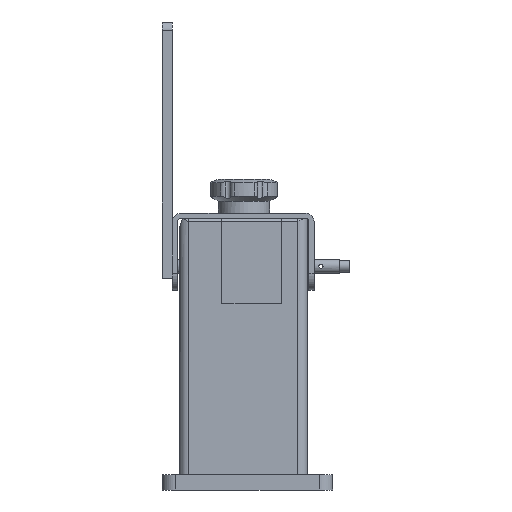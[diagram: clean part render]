
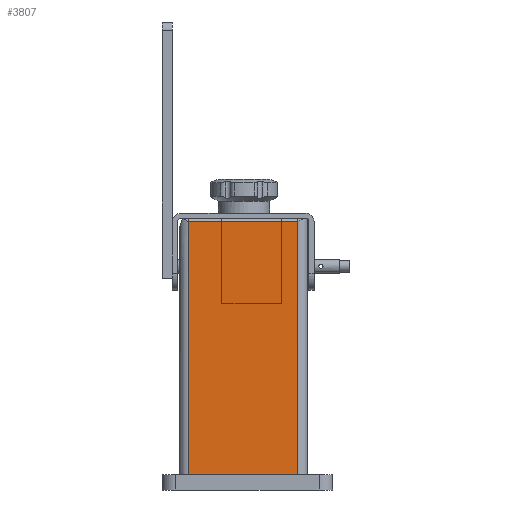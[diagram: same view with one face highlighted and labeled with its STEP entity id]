
A CAD part, left-side view. The second image highlights one B-rep face of the part: STEP entity #3807.
In plain terms, the highlighted planar face has unit normal (-1, 0, 0).
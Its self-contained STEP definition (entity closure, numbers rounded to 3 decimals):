
#31 = VERTEX_POINT ( 'NONE', #4393 ) ;
#268 = LINE ( 'NONE', #4129, #3746 ) ;
#311 = EDGE_CURVE ( 'NONE', #1769, #6159, #268, .T. ) ;
#348 = DIRECTION ( 'NONE',  ( 0., 0., -1. ) ) ;
#364 = DIRECTION ( 'NONE',  ( 1., 0., 0. ) ) ;
#411 = LINE ( 'NONE', #3395, #2597 ) ;
#535 = CARTESIAN_POINT ( 'NONE',  ( -340., -66.9, 157. ) ) ;
#694 = DIRECTION ( 'NONE',  ( 0., -1., 0. ) ) ;
#1277 = PLANE ( 'NONE',  #2031 ) ;
#1289 = CARTESIAN_POINT ( 'NONE',  ( -340., -3.1, 157. ) ) ;
#1393 = ORIENTED_EDGE ( 'NONE', *, *, #5878, .T. ) ;
#1769 = VERTEX_POINT ( 'NONE', #1289 ) ;
#1827 = ORIENTED_EDGE ( 'NONE', *, *, #2298, .T. ) ;
#2031 = AXIS2_PLACEMENT_3D ( 'NONE', #4190, #364, #348 ) ;
#2050 = LINE ( 'NONE', #2224, #5557 ) ;
#2224 = CARTESIAN_POINT ( 'NONE',  ( -340., 2.5, 9. ) ) ;
#2298 = EDGE_CURVE ( 'NONE', #5006, #1769, #411, .T. ) ;
#2316 = DIRECTION ( 'NONE',  ( 0., 0., -1. ) ) ;
#2597 = VECTOR ( 'NONE', #5357, 1000. ) ;
#2646 = ORIENTED_EDGE ( 'NONE', *, *, #311, .T. ) ;
#3173 = EDGE_CURVE ( 'NONE', #6159, #31, #2050, .T. ) ;
#3395 = CARTESIAN_POINT ( 'NONE',  ( -340., -87.5, 157. ) ) ;
#3689 = VECTOR ( 'NONE', #4815, 1000. ) ;
#3746 = VECTOR ( 'NONE', #2316, 1000. ) ;
#3807 = ADVANCED_FACE ( 'NONE', ( #4824 ), #1277, .F. ) ;
#4129 = CARTESIAN_POINT ( 'NONE',  ( -340., -3.1, 159. ) ) ;
#4190 = CARTESIAN_POINT ( 'NONE',  ( -340., 2.5, 159. ) ) ;
#4393 = CARTESIAN_POINT ( 'NONE',  ( -340., -66.9, 9. ) ) ;
#4567 = CARTESIAN_POINT ( 'NONE',  ( -340., -3.1, 9. ) ) ;
#4815 = DIRECTION ( 'NONE',  ( 0., 0., 1. ) ) ;
#4816 = LINE ( 'NONE', #5734, #3689 ) ;
#4824 = FACE_OUTER_BOUND ( 'NONE', #5441, .T. ) ;
#5006 = VERTEX_POINT ( 'NONE', #535 ) ;
#5357 = DIRECTION ( 'NONE',  ( 0., 1., 0. ) ) ;
#5441 = EDGE_LOOP ( 'NONE', ( #1827, #2646, #5846, #1393 ) ) ;
#5557 = VECTOR ( 'NONE', #694, 1000. ) ;
#5734 = CARTESIAN_POINT ( 'NONE',  ( -340., -66.9, 159. ) ) ;
#5846 = ORIENTED_EDGE ( 'NONE', *, *, #3173, .T. ) ;
#5878 = EDGE_CURVE ( 'NONE', #31, #5006, #4816, .T. ) ;
#6159 = VERTEX_POINT ( 'NONE', #4567 ) ;
